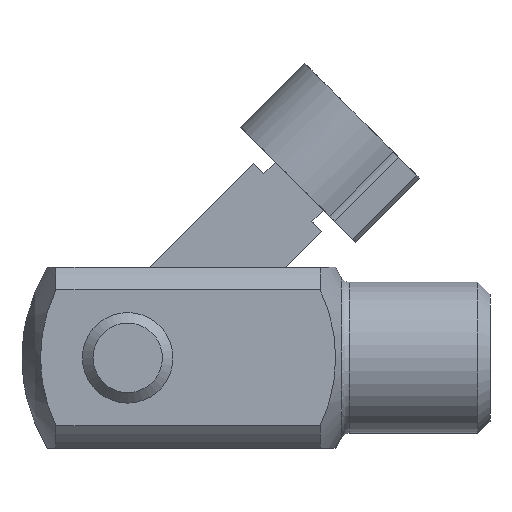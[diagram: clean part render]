
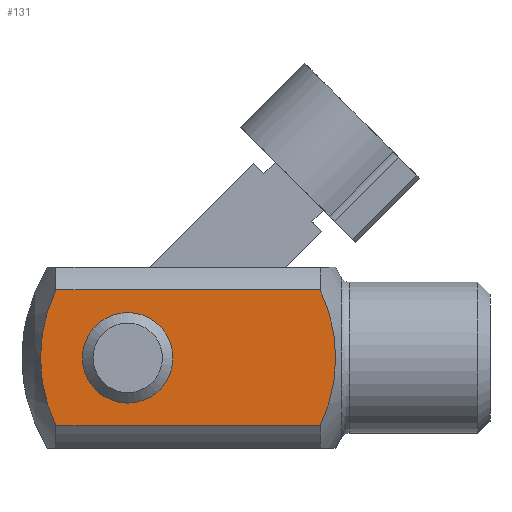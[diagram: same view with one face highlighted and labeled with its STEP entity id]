
A CAD part, front view. The second image highlights one B-rep face of the part: STEP entity #131.
In plain terms, the highlighted planar face has unit normal (0, -1, 0).
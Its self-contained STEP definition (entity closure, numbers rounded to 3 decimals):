
#131 = ADVANCED_FACE( '', ( #308, #309 ), #310, .T. );
#308 = FACE_BOUND( '', #544, .T. );
#309 = FACE_OUTER_BOUND( '', #545, .T. );
#310 = PLANE( '', #546 );
#544 = EDGE_LOOP( '', ( #879 ) );
#545 = EDGE_LOOP( '', ( #880, #881, #882, #883 ) );
#546 = AXIS2_PLACEMENT_3D( '', #884, #885, #886 );
#879 = ORIENTED_EDGE( '', *, *, #1333, .T. );
#880 = ORIENTED_EDGE( '', *, *, #1401, .T. );
#881 = ORIENTED_EDGE( '', *, *, #1402, .F. );
#882 = ORIENTED_EDGE( '', *, *, #1403, .T. );
#883 = ORIENTED_EDGE( '', *, *, #1404, .F. );
#884 = CARTESIAN_POINT( '', ( 48., -12., 24. ) );
#885 = DIRECTION( '', ( 0., -1., 0. ) );
#886 = DIRECTION( '', ( 0., 0., -1. ) );
#1333 = EDGE_CURVE( '', #1581, #1581, #1582, .F. );
#1401 = EDGE_CURVE( '', #1693, #1694, #1695, .T. );
#1402 = EDGE_CURVE( '', #1696, #1694, #1697, .F. );
#1403 = EDGE_CURVE( '', #1696, #1698, #1699, .F. );
#1404 = EDGE_CURVE( '', #1693, #1698, #1700, .F. );
#1581 = VERTEX_POINT( '', #1937 );
#1582 = CIRCLE( '', #1938, 6. );
#1693 = VERTEX_POINT( '', #2080 );
#1694 = VERTEX_POINT( '', #2081 );
#1695 = LINE( '', #2082, #2083 );
#1696 = VERTEX_POINT( '', #2084 );
#1697 = CIRCLE( '', #2085, 20.785 );
#1698 = VERTEX_POINT( '', #2086 );
#1699 = LINE( '', #2087, #2088 );
#1700 = CIRCLE( '', #2089, 20.785 );
#1937 = CARTESIAN_POINT( '', ( 0., -12., -6. ) );
#1938 = AXIS2_PLACEMENT_3D( '', #2342, #2343, #2344 );
#2080 = CARTESIAN_POINT( '', ( -9.497, -12., -9. ) );
#2081 = CARTESIAN_POINT( '', ( 25.497, -12., -9. ) );
#2082 = CARTESIAN_POINT( '', ( 48., -12., -9. ) );
#2083 = VECTOR( '', #2439, 1000. );
#2084 = CARTESIAN_POINT( '', ( 25.497, -12., 9. ) );
#2085 = AXIS2_PLACEMENT_3D( '', #2440, #2441, #2442 );
#2086 = CARTESIAN_POINT( '', ( -9.497, -12., 9. ) );
#2087 = CARTESIAN_POINT( '', ( 48., -12., 9. ) );
#2088 = VECTOR( '', #2443, 1000. );
#2089 = AXIS2_PLACEMENT_3D( '', #2444, #2445, #2446 );
#2342 = CARTESIAN_POINT( '', ( 0., -12., 0. ) );
#2343 = DIRECTION( '', ( 0., -1., 0. ) );
#2344 = DIRECTION( '', ( 0., 0., -1. ) );
#2439 = DIRECTION( '', ( 1., 0., 0. ) );
#2440 = CARTESIAN_POINT( '', ( 6.762, -12., 0. ) );
#2441 = DIRECTION( '', ( 0., -1., 0. ) );
#2442 = DIRECTION( '', ( 0., 0., -1. ) );
#2443 = DIRECTION( '', ( 1., 0., 0. ) );
#2444 = CARTESIAN_POINT( '', ( 9.238, -12., 0. ) );
#2445 = DIRECTION( '', ( 0., -1., 0. ) );
#2446 = DIRECTION( '', ( 0., 0., -1. ) );
